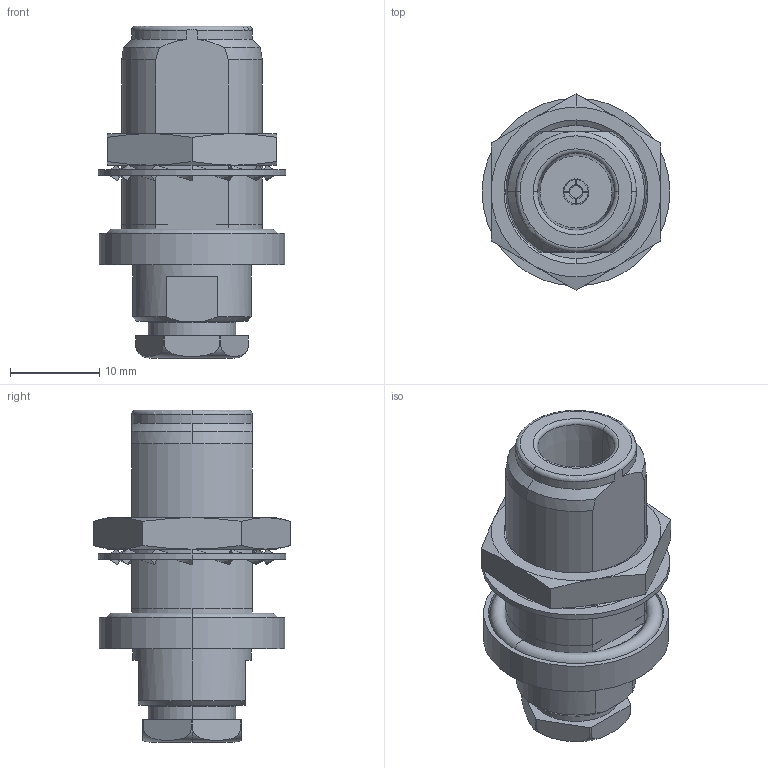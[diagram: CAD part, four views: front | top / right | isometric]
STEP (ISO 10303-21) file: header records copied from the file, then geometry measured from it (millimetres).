
FILE_DESCRIPTION (( 'STEP AP214' ), '1' );
FILE_NAME ('J01021H1171.STEP', '2014-10-16T07:26:13', ( '' ), ( '' ), 'SwSTEP 2.0', 'SolidWorks 2014', '' );
FILE_SCHEMA (( 'AUTOMOTIVE_DESIGN' ));
Length unit declared in the file: millimetre
Products named in the file (1): J01021H1171
Bounding box: 21 x 21.94 x 37.12 mm (x, y, z)
Volume: 6443.5 mm3; surface area: 4047.1 mm2
Topology: 2 solids, 2 shells, 202 faces, 547 edges, 346 vertices
Faces by surface type: plane 73, cylinder 44, cone 37, bspline 36, torus 12
Entity records: 9576 total; most frequent: CARTESIAN_POINT 2540, ORIENTED_EDGE 1094, DIRECTION 859, EDGE_CURVE 547, VERTEX_POINT 346, AXIS2_PLACEMENT_3D 321, EDGE_LOOP 229, VECTOR 217
